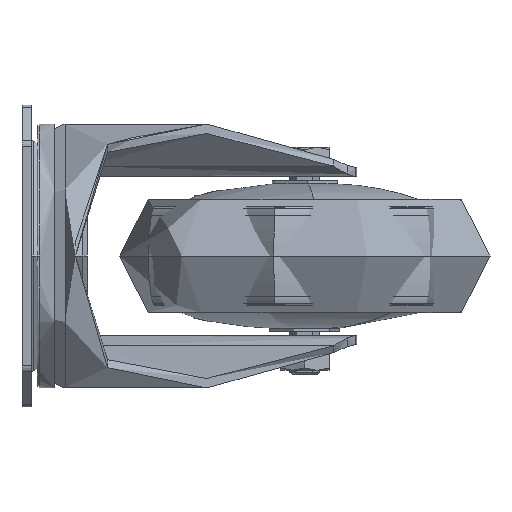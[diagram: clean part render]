
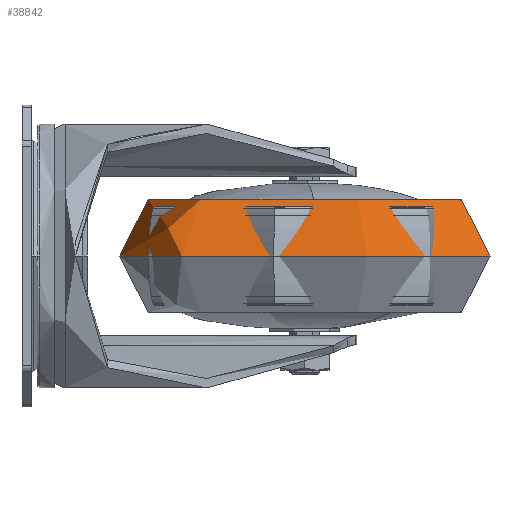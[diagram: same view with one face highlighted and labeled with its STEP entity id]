
A CAD part, left-side view. The second image highlights one B-rep face of the part: STEP entity #38842.
In plain terms, the highlighted free-form (B-spline) face has degree [3, 3] with [4, 4] control points.
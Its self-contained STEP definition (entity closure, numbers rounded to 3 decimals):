
#525 = CARTESIAN_POINT ( 'NONE',  ( -69.57, -105.475, 8.787 ) ) ;
#762 = CARTESIAN_POINT ( 'NONE',  ( -45.213, -11.581, 15. ) ) ;
#999 = CARTESIAN_POINT ( 'NONE',  ( 28.676, -124.123, 0. ) ) ;
#2030 = ORIENTED_EDGE ( 'NONE', *, *, #47057, .T. ) ;
#3115 = ORIENTED_EDGE ( 'NONE', *, *, #32976, .T. ) ;
#4178 = CARTESIAN_POINT ( 'NONE',  ( 45.879, -33.491, 15. ) ) ;
#4458 = CARTESIAN_POINT ( 'NONE',  ( -62.663, -103.519, 15. ) ) ;
#8073 = CIRCLE ( 'NONE', #35483, 42.25 ) ;
#8535 = DIRECTION ( 'NONE',  ( -0.982, 0.186, 0. ) ) ;
#9741 =( BOUNDED_CURVE ( )  B_SPLINE_CURVE ( 3, ( #44213, #35873, #25080, #43968 ),
 .UNSPECIFIED., .F., .F. ) 
 B_SPLINE_CURVE_WITH_KNOTS ( ( 4, 4 ),
 ( 3.142, 4.712 ),
 .UNSPECIFIED. ) 
 CURVE ( )  GEOMETRIC_REPRESENTATION_ITEM ( )  RATIONAL_B_SPLINE_CURVE ( ( 1., 0.805, 0.805, 1. ) ) 
 REPRESENTATION_ITEM ( '' )  );
#10791 = EDGE_CURVE ( 'NONE', #21459, #23944, #8073, .T. ) ;
#13212 =( BOUNDED_CURVE ( )  B_SPLINE_CURVE ( 3, ( #999, #16031, #30945, #45931 ),
 .UNSPECIFIED., .F., .F. ) 
 B_SPLINE_CURVE_WITH_KNOTS ( ( 4, 4 ),
 ( 1.571, 3.142 ),
 .UNSPECIFIED. ) 
 CURVE ( )  GEOMETRIC_REPRESENTATION_ITEM ( )  RATIONAL_B_SPLINE_CURVE ( ( 1., 0.805, 0.805, 1. ) ) 
 REPRESENTATION_ITEM ( '' )  );
#14070 = CARTESIAN_POINT ( 'NONE',  ( 47.324, -25.877, 0. ) ) ;
#14820 = ORIENTED_EDGE ( 'NONE', *, *, #43674, .F. ) ;
#15553 = CARTESIAN_POINT ( 'NONE',  ( 47.324, -25.877, 0. ) ) ;
#16031 = CARTESIAN_POINT ( 'NONE',  ( 28.676, -124.123, 8.787 ) ) ;
#20902 = CARTESIAN_POINT ( 'NONE',  ( 38., -75., 0. ) ) ;
#21017 = VERTEX_POINT ( 'NONE', #14070 ) ;
#21459 = VERTEX_POINT ( 'NONE', #33782 ) ;
#23416 = CARTESIAN_POINT ( 'NONE',  ( -69.57, -105.475, 0. ) ) ;
#23653 = CARTESIAN_POINT ( 'NONE',  ( 28.676, -124.123, 8.787 ) ) ;
#23817 = AXIS2_PLACEMENT_3D ( 'NONE', #20902, #43433, #39537 ) ;
#23944 = VERTEX_POINT ( 'NONE', #4178 ) ;
#24524 =( BOUNDED_SURFACE ( )  B_SPLINE_SURFACE ( 3, 3, ( 
 ( #15553, #45700, #23416, #26843 ),
 ( #30471, #27819, #525, #23653 ),
 ( #35115, #762, #4458, #30716 ),
 ( #31187, #30956, #45451, #42036 ) ),
 .UNSPECIFIED., .F., .F., .F. ) 
 B_SPLINE_SURFACE_WITH_KNOTS ( ( 4, 4 ),
 ( 4, 4 ),
 ( 0., 1. ),
 ( 0., 1. ),
 .UNSPECIFIED. ) 
 GEOMETRIC_REPRESENTATION_ITEM ( )  RATIONAL_B_SPLINE_SURFACE ( (
 ( 1., 0.333, 0.333, 1.),
 ( 0.805, 0.268, 0.268, 0.805),
 ( 0.805, 0.268, 0.268, 0.805),
 ( 1., 0.333, 0.333, 1.) ) ) 
 REPRESENTATION_ITEM ( '' )  SURFACE ( )  );
#24539 = ORIENTED_EDGE ( 'NONE', *, *, #10791, .T. ) ;
#25080 = CARTESIAN_POINT ( 'NONE',  ( 47.324, -25.877, 8.787 ) ) ;
#26453 = CARTESIAN_POINT ( 'NONE',  ( 28.676, -124.123, 0. ) ) ;
#26843 = CARTESIAN_POINT ( 'NONE',  ( 28.676, -124.123, 0. ) ) ;
#27515 = EDGE_LOOP ( 'NONE', ( #24539, #2030, #14820, #3115 ) ) ;
#27819 = CARTESIAN_POINT ( 'NONE',  ( -50.922, -7.229, 8.787 ) ) ;
#29451 = VERTEX_POINT ( 'NONE', #26453 ) ;
#30370 = CARTESIAN_POINT ( 'NONE',  ( 38., -75., 15. ) ) ;
#30471 = CARTESIAN_POINT ( 'NONE',  ( 47.324, -25.877, 8.787 ) ) ;
#30716 = CARTESIAN_POINT ( 'NONE',  ( 29.275, -120.969, 15. ) ) ;
#30945 = CARTESIAN_POINT ( 'NONE',  ( 29.275, -120.969, 15. ) ) ;
#30956 = CARTESIAN_POINT ( 'NONE',  ( -37.139, -17.734, 15. ) ) ;
#31086 = DIRECTION ( 'NONE',  ( 0., 0., -1. ) ) ;
#31187 = CARTESIAN_POINT ( 'NONE',  ( 45.879, -33.491, 15. ) ) ;
#32976 = EDGE_CURVE ( 'NONE', #29451, #21459, #13212, .T. ) ;
#33782 = CARTESIAN_POINT ( 'NONE',  ( 30.121, -116.509, 15. ) ) ;
#35115 = CARTESIAN_POINT ( 'NONE',  ( 46.725, -29.031, 15. ) ) ;
#35483 = AXIS2_PLACEMENT_3D ( 'NONE', #30370, #31086, #8535 ) ;
#35873 = CARTESIAN_POINT ( 'NONE',  ( 46.725, -29.031, 15. ) ) ;
#38842 = ADVANCED_FACE ( 'NONE', ( #40882 ), #24524, .F. ) ;
#39537 = DIRECTION ( 'NONE',  ( 0.982, -0.186, 0. ) ) ;
#40882 = FACE_OUTER_BOUND ( 'NONE', #27515, .T. ) ;
#41010 = CIRCLE ( 'NONE', #23817, 50. ) ;
#42036 = CARTESIAN_POINT ( 'NONE',  ( 30.121, -116.509, 15. ) ) ;
#43433 = DIRECTION ( 'NONE',  ( 0., 0., -1. ) ) ;
#43674 = EDGE_CURVE ( 'NONE', #29451, #21017, #41010, .T. ) ;
#43968 = CARTESIAN_POINT ( 'NONE',  ( 47.324, -25.877, 0. ) ) ;
#44213 = CARTESIAN_POINT ( 'NONE',  ( 45.879, -33.491, 15. ) ) ;
#45451 = CARTESIAN_POINT ( 'NONE',  ( -52.896, -100.752, 15. ) ) ;
#45700 = CARTESIAN_POINT ( 'NONE',  ( -50.922, -7.229, 0. ) ) ;
#45931 = CARTESIAN_POINT ( 'NONE',  ( 30.121, -116.509, 15. ) ) ;
#47057 = EDGE_CURVE ( 'NONE', #23944, #21017, #9741, .T. ) ;
